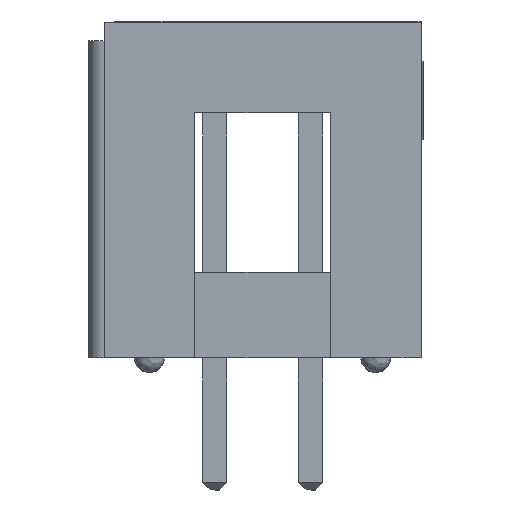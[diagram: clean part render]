
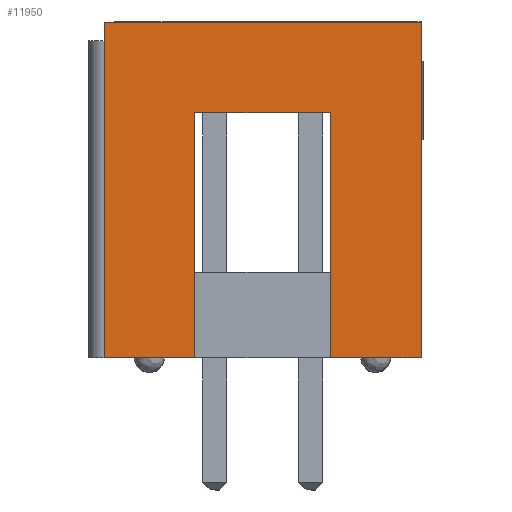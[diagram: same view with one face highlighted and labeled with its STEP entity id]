
A CAD part, left-side view. The second image highlights one B-rep face of the part: STEP entity #11950.
In plain terms, the highlighted planar face has unit normal (-1, 0, 0).
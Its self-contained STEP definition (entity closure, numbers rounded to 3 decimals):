
#448 = LINE ( 'NONE', #12995, #10996 ) ;
#470 = CARTESIAN_POINT ( 'NONE',  ( -27.93, 5.47, -2.27 ) ) ;
#766 = EDGE_CURVE ( 'NONE', #12141, #4861, #1204, .T. ) ;
#1041 = ORIENTED_EDGE ( 'NONE', *, *, #9025, .T. ) ;
#1046 = DIRECTION ( 'NONE',  ( 0., 0., -1. ) ) ;
#1204 = LINE ( 'NONE', #1305, #4839 ) ;
#1229 = EDGE_CURVE ( 'NONE', #12141, #2679, #8261, .T. ) ;
#1305 = CARTESIAN_POINT ( 'NONE',  ( -27.93, -2.93, -2.27 ) ) ;
#1594 = VECTOR ( 'NONE', #5110, 1000. ) ;
#2100 = CARTESIAN_POINT ( 'NONE',  ( -27.93, 3.07, -2.27 ) ) ;
#2312 = CARTESIAN_POINT ( 'NONE',  ( -27.93, 3.07, 4.23 ) ) ;
#2357 = ORIENTED_EDGE ( 'NONE', *, *, #766, .T. ) ;
#2401 = AXIS2_PLACEMENT_3D ( 'NONE', #11057, #2800, #12442 ) ;
#2589 = VECTOR ( 'NONE', #10073, 1000. ) ;
#2606 = DIRECTION ( 'NONE',  ( 0., -1., 0. ) ) ;
#2679 = VERTEX_POINT ( 'NONE', #8391 ) ;
#2800 = DIRECTION ( 'NONE',  ( -1., 0., 0. ) ) ;
#3089 = VERTEX_POINT ( 'NONE', #2312 ) ;
#3093 = ORIENTED_EDGE ( 'NONE', *, *, #15570, .T. ) ;
#3271 = EDGE_CURVE ( 'NONE', #2679, #14078, #3668, .T. ) ;
#3668 = LINE ( 'NONE', #12248, #10577 ) ;
#4117 = DIRECTION ( 'NONE',  ( 0., -1., 0. ) ) ;
#4129 = PLANE ( 'NONE',  #2401 ) ;
#4592 = CARTESIAN_POINT ( 'NONE',  ( -27.93, 5.47, -2.27 ) ) ;
#4839 = VECTOR ( 'NONE', #4117, 1000. ) ;
#4861 = VERTEX_POINT ( 'NONE', #7954 ) ;
#5110 = DIRECTION ( 'NONE',  ( 0., -1., 0. ) ) ;
#5722 = EDGE_CURVE ( 'NONE', #16269, #16233, #16240, .T. ) ;
#6286 = LINE ( 'NONE', #2100, #13150 ) ;
#6758 = VECTOR ( 'NONE', #1046, 1000. ) ;
#7550 = DIRECTION ( 'NONE',  ( 0., -1., 0. ) ) ;
#7830 = VECTOR ( 'NONE', #10047, 1000. ) ;
#7954 = CARTESIAN_POINT ( 'NONE',  ( -27.93, 3.07, -2.27 ) ) ;
#8261 = LINE ( 'NONE', #470, #7830 ) ;
#8391 = CARTESIAN_POINT ( 'NONE',  ( -27.93, 5.47, 6.63 ) ) ;
#8628 = CARTESIAN_POINT ( 'NONE',  ( -27.93, -2.93, -2.27 ) ) ;
#8942 = EDGE_CURVE ( 'NONE', #4861, #3089, #6286, .T. ) ;
#9025 = EDGE_CURVE ( 'NONE', #14047, #16269, #14031, .T. ) ;
#9523 = ORIENTED_EDGE ( 'NONE', *, *, #9856, .T. ) ;
#9595 = FACE_OUTER_BOUND ( 'NONE', #9659, .T. ) ;
#9659 = EDGE_LOOP ( 'NONE', ( #16489, #2357, #15834, #3093, #1041, #16369, #9523, #12373 ) ) ;
#9856 = EDGE_CURVE ( 'NONE', #16233, #14078, #9922, .T. ) ;
#9922 = LINE ( 'NONE', #8628, #2589 ) ;
#10047 = DIRECTION ( 'NONE',  ( 0., 0., 1. ) ) ;
#10073 = DIRECTION ( 'NONE',  ( 0., 0., 1. ) ) ;
#10577 = VECTOR ( 'NONE', #2606, 1000. ) ;
#10996 = VECTOR ( 'NONE', #7550, 1000. ) ;
#11057 = CARTESIAN_POINT ( 'NONE',  ( -27.93, -2.93, -2.27 ) ) ;
#11815 = CARTESIAN_POINT ( 'NONE',  ( -27.93, -2.93, -2.27 ) ) ;
#11950 = ADVANCED_FACE ( 'NONE', ( #9595 ), #4129, .T. ) ;
#11976 = CARTESIAN_POINT ( 'NONE',  ( -27.93, -2.93, -2.27 ) ) ;
#12141 = VERTEX_POINT ( 'NONE', #4592 ) ;
#12248 = CARTESIAN_POINT ( 'NONE',  ( -27.93, 1.27, 6.63 ) ) ;
#12373 = ORIENTED_EDGE ( 'NONE', *, *, #3271, .F. ) ;
#12442 = DIRECTION ( 'NONE',  ( 0., 0., 1. ) ) ;
#12995 = CARTESIAN_POINT ( 'NONE',  ( -27.93, -2.93, 4.23 ) ) ;
#13150 = VECTOR ( 'NONE', #17295, 1000. ) ;
#13298 = CARTESIAN_POINT ( 'NONE',  ( -27.93, -0.53, 4.23 ) ) ;
#14031 = LINE ( 'NONE', #16130, #6758 ) ;
#14047 = VERTEX_POINT ( 'NONE', #13298 ) ;
#14078 = VERTEX_POINT ( 'NONE', #14816 ) ;
#14816 = CARTESIAN_POINT ( 'NONE',  ( -27.93, -2.93, 6.63 ) ) ;
#15570 = EDGE_CURVE ( 'NONE', #3089, #14047, #448, .T. ) ;
#15834 = ORIENTED_EDGE ( 'NONE', *, *, #8942, .T. ) ;
#16130 = CARTESIAN_POINT ( 'NONE',  ( -27.93, -0.53, -2.27 ) ) ;
#16233 = VERTEX_POINT ( 'NONE', #11815 ) ;
#16240 = LINE ( 'NONE', #11976, #1594 ) ;
#16269 = VERTEX_POINT ( 'NONE', #16280 ) ;
#16280 = CARTESIAN_POINT ( 'NONE',  ( -27.93, -0.53, -2.27 ) ) ;
#16369 = ORIENTED_EDGE ( 'NONE', *, *, #5722, .T. ) ;
#16489 = ORIENTED_EDGE ( 'NONE', *, *, #1229, .F. ) ;
#17295 = DIRECTION ( 'NONE',  ( 0., 0., 1. ) ) ;
